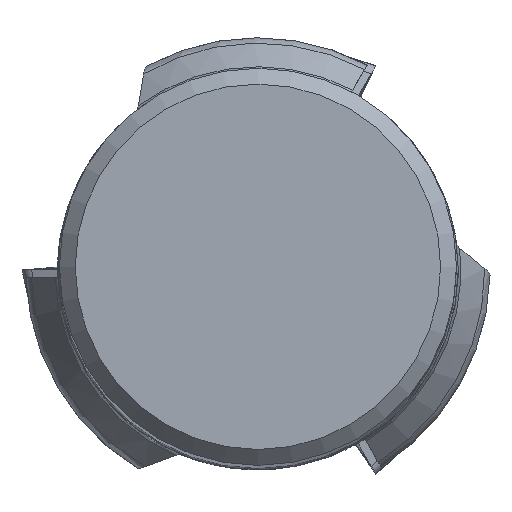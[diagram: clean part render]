
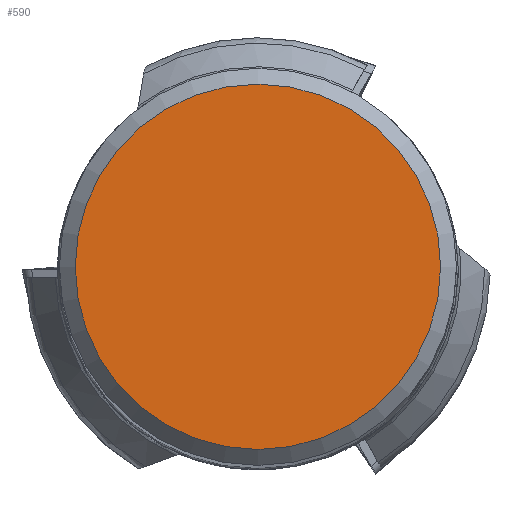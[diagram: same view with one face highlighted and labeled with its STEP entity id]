
A CAD part, top view. The second image highlights one B-rep face of the part: STEP entity #590.
In plain terms, the highlighted planar face has unit normal (0, 0, 1).
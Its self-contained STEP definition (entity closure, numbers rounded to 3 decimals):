
#392=FACE_OUTER_BOUND('',#1114,.T.);
#590=ADVANCED_FACE('CU_SU3',(#392),#789,.F.);
#789=PLANE('',#4260);
#913=CIRCLE('',#4259,11.497);
#1114=EDGE_LOOP('',(#1868));
#1868=ORIENTED_EDGE('',*,*,#3329,.F.);
#2892=VERTEX_POINT('',#6567);
#3329=EDGE_CURVE('',#2892,#2892,#913,.T.);
#4259=AXIS2_PLACEMENT_3D('',#6566,#4803,#4804);
#4260=AXIS2_PLACEMENT_3D('',#6568,#4805,#4806);
#4803=DIRECTION('',(0.,0.,-1.));
#4804=DIRECTION('',(-1.,0.,0.));
#4805=DIRECTION('',(0.,0.,-1.));
#4806=DIRECTION('',(-1.,0.,0.));
#6566=CARTESIAN_POINT('',(0.,0.,0.));
#6567=CARTESIAN_POINT('',(-11.497,0.,0.));
#6568=CARTESIAN_POINT('',(0.,0.,0.));
